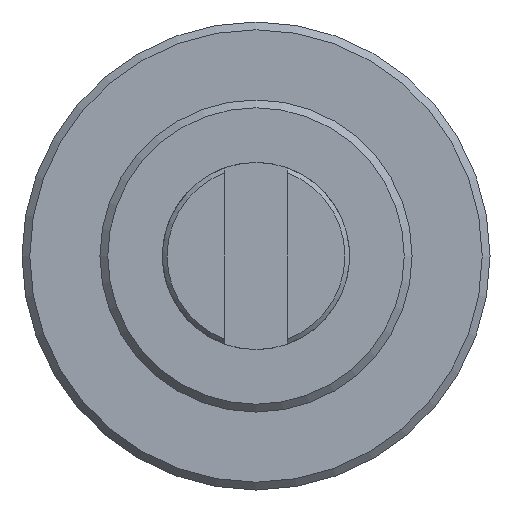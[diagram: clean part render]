
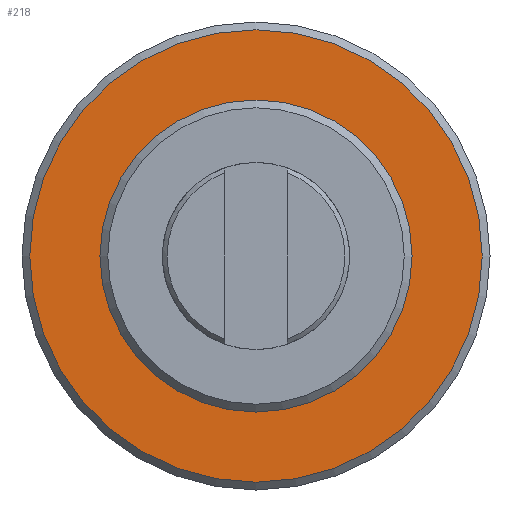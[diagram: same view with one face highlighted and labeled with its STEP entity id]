
A CAD part, left-side view. The second image highlights one B-rep face of the part: STEP entity #218.
In plain terms, the highlighted planar face has unit normal (-1, 0, 0).
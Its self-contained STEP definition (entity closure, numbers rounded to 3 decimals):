
#37=PLANE('',#250);
#52=FACE_BOUND('',#84,.T.);
#61=FACE_OUTER_BOUND('',#83,.T.);
#83=EDGE_LOOP('',(#167));
#84=EDGE_LOOP('',(#168));
#99=CIRCLE('',#245,10.);
#101=CIRCLE('',#249,14.5);
#113=VERTEX_POINT('',#351);
#115=VERTEX_POINT('',#357);
#133=EDGE_CURVE('',#113,#113,#99,.T.);
#135=EDGE_CURVE('',#115,#115,#101,.T.);
#167=ORIENTED_EDGE('',*,*,#135,.F.);
#168=ORIENTED_EDGE('',*,*,#133,.T.);
#218=ADVANCED_FACE('',(#61,#52),#37,.F.);
#245=AXIS2_PLACEMENT_3D('',#352,#287,#288);
#249=AXIS2_PLACEMENT_3D('',#358,#295,#296);
#250=AXIS2_PLACEMENT_3D('',#359,#297,#298);
#287=DIRECTION('center_axis',(1.,0.,0.));
#288=DIRECTION('ref_axis',(0.,0.,-1.));
#295=DIRECTION('center_axis',(1.,0.,0.));
#296=DIRECTION('ref_axis',(0.,-1.,0.));
#297=DIRECTION('center_axis',(1.,0.,0.));
#298=DIRECTION('ref_axis',(0.,0.,-1.));
#351=CARTESIAN_POINT('',(0.,0.,10.));
#352=CARTESIAN_POINT('Origin',(0.,0.,0.));
#357=CARTESIAN_POINT('',(0.,14.5,0.));
#358=CARTESIAN_POINT('Origin',(0.,0.,0.));
#359=CARTESIAN_POINT('Origin',(0.,0.,0.));
